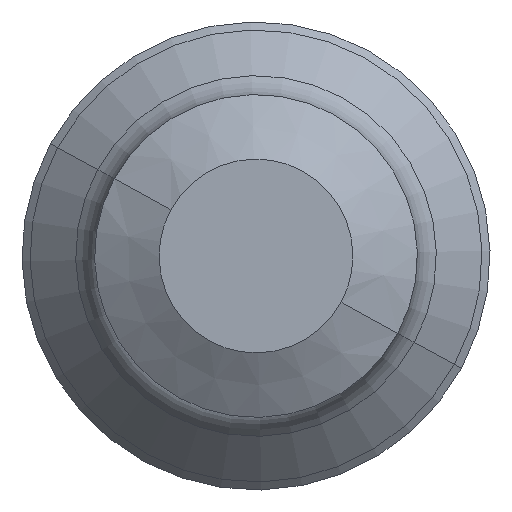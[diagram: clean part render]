
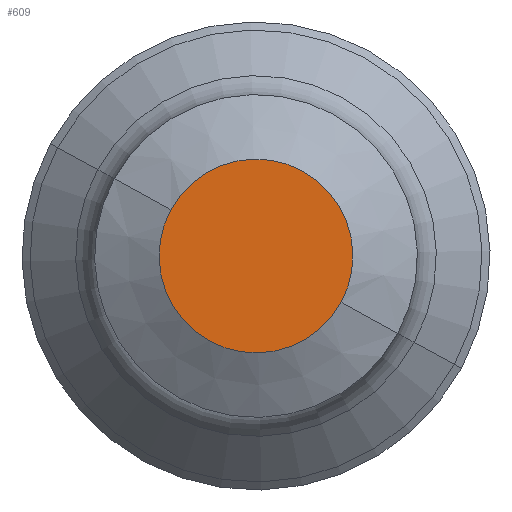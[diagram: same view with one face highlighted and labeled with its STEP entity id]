
A CAD part, left-side view. The second image highlights one B-rep face of the part: STEP entity #609.
In plain terms, the highlighted planar face has unit normal (-1, 0, 0).
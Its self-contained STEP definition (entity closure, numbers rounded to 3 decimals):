
#60=CARTESIAN_POINT('Vertex',(2490.5,203.633,174.295)) ;
#76=CARTESIAN_POINT('Vertex',(2490.5,198.367,171.418)) ;
#79=CARTESIAN_POINT('Axis2P3D Location',(2490.5,201.,172.856)) ;
#96=CARTESIAN_POINT('Axis2P3D Location',(2490.5,201.,172.856)) ;
#600=CARTESIAN_POINT('Axis2P3D Location',(2490.5,198.,172.856)) ;
#80=DIRECTION('Axis2P3D Direction',(1.,0.,-0.)) ;
#97=DIRECTION('Axis2P3D Direction',(1.,0.,-0.)) ;
#601=DIRECTION('Axis2P3D Direction',(1.,0.,-0.)) ;
#602=DIRECTION('Axis2P3D XDirection',(0.,0.707,0.707)) ;
#81=AXIS2_PLACEMENT_3D('Circle Axis2P3D',#79,#80,$) ;
#98=AXIS2_PLACEMENT_3D('Circle Axis2P3D',#96,#97,$) ;
#603=AXIS2_PLACEMENT_3D('Plane Axis2P3D',#600,#601,#602) ;
#606=ORIENTED_EDGE('',*,*,#100,.F.) ;
#607=ORIENTED_EDGE('',*,*,#83,.F.) ;
#609=ADVANCED_FACE('EngineBellhousingStudR03-ClampShear',(#608),#604,.F.) ;
#82=CIRCLE('generated circle',#81,3.) ;
#99=CIRCLE('generated circle',#98,3.) ;
#83=EDGE_CURVE('',#77,#61,#82,.T.) ;
#100=EDGE_CURVE('',#61,#77,#99,.T.) ;
#605=EDGE_LOOP('',(#606,#607)) ;
#608=FACE_OUTER_BOUND('',#605,.T.) ;
#604=PLANE('',#603) ;
#61=VERTEX_POINT('',#60) ;
#77=VERTEX_POINT('',#76) ;
